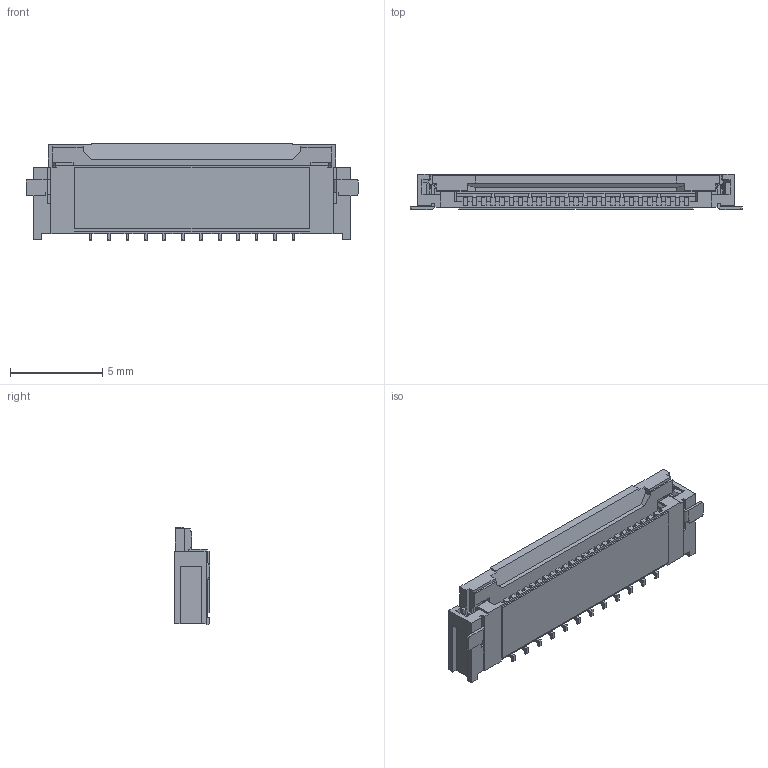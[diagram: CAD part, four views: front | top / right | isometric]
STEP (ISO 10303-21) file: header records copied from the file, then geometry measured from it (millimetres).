
FILE_DESCRIPTION( ( 'STEP AP214' ), '1' );
FILE_NAME( 'psolqas14033896818.stp', '2020-02-11T13:03:39', ( '' ), ( '' ), ' ', 'PARTsolutions', ' ' );
FILE_SCHEMA( ( 'AUTOMOTIVE_DESIGN { 1 0 10303 214 1 1 1 1 }' ) );
Length unit declared in the file: metre
Products named in the file (1): 1
Bounding box: 18 x 1.9 x 5.3 mm (x, y, z)
Volume: 100.9 mm3; surface area: 404.1 mm2
Topology: 1 solids, 1 shells, 844 faces, 2529 edges, 1664 vertices
Faces by surface type: plane 795, cylinder 49
Entity records: 27956 total; most frequent: CARTESIAN_POINT 5070, ORIENTED_EDGE 5058, DIRECTION 4335, EDGE_CURVE 2529, LINE 2397, VECTOR 2397, VERTEX_POINT 1664, AXIS2_PLACEMENT_3D 969
